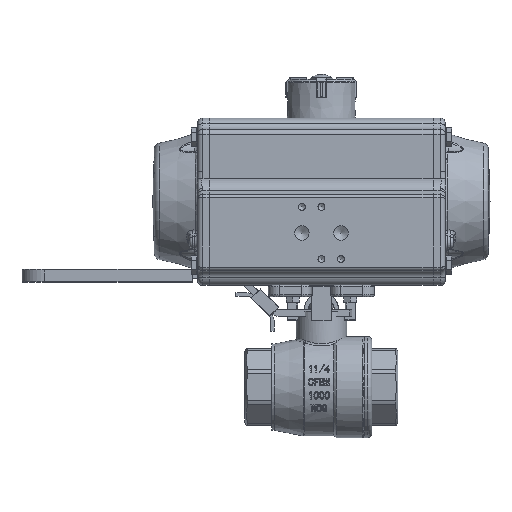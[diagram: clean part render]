
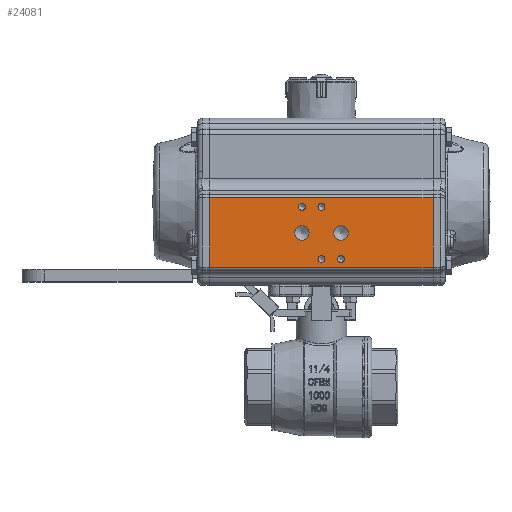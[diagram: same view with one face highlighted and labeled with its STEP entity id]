
A CAD part, top view. The second image highlights one B-rep face of the part: STEP entity #24081.
In plain terms, the highlighted face is planar.
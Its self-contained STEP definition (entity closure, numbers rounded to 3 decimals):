
#872=PLANE('',#26112);
#2431=LINE('',#39917,#3861);
#2434=LINE('',#39930,#3864);
#2470=LINE('',#40052,#3900);
#2471=LINE('',#40054,#3901);
#3861=VECTOR('',#29675,1000.);
#3864=VECTOR('',#29686,1000.);
#3900=VECTOR('',#29810,1000.);
#3901=VECTOR('',#29813,1000.);
#7438=ORIENTED_EDGE('',*,*,#13796,.T.);
#7439=ORIENTED_EDGE('',*,*,#13864,.F.);
#7440=ORIENTED_EDGE('',*,*,#13802,.F.);
#7441=ORIENTED_EDGE('',*,*,#13865,.T.);
#7442=ORIENTED_EDGE('',*,*,#13414,.F.);
#7443=ORIENTED_EDGE('',*,*,#13412,.F.);
#7444=ORIENTED_EDGE('',*,*,#13410,.F.);
#7445=ORIENTED_EDGE('',*,*,#13408,.F.);
#7446=ORIENTED_EDGE('',*,*,#13406,.F.);
#7447=ORIENTED_EDGE('',*,*,#13404,.F.);
#13404=EDGE_CURVE('',#16902,#16902,#19358,.T.);
#13406=EDGE_CURVE('',#16905,#16905,#19360,.T.);
#13408=EDGE_CURVE('',#16908,#16908,#19362,.T.);
#13410=EDGE_CURVE('',#16911,#16911,#19364,.T.);
#13412=EDGE_CURVE('',#16914,#16914,#19366,.T.);
#13414=EDGE_CURVE('',#16917,#16917,#19368,.T.);
#13796=EDGE_CURVE('',#17183,#17182,#2431,.T.);
#13802=EDGE_CURVE('',#17188,#17189,#2434,.T.);
#13864=EDGE_CURVE('',#17189,#17182,#2470,.T.);
#13865=EDGE_CURVE('',#17188,#17183,#2471,.T.);
#16902=VERTEX_POINT('',#37145);
#16905=VERTEX_POINT('',#37152);
#16908=VERTEX_POINT('',#37159);
#16911=VERTEX_POINT('',#37166);
#16914=VERTEX_POINT('',#37173);
#16917=VERTEX_POINT('',#37180);
#17182=VERTEX_POINT('',#39916);
#17183=VERTEX_POINT('',#39918);
#17188=VERTEX_POINT('',#39929);
#17189=VERTEX_POINT('',#39931);
#19358=CIRCLE('',#25698,2.1);
#19360=CIRCLE('',#25702,2.1);
#19362=CIRCLE('',#25706,2.1);
#19364=CIRCLE('',#25710,2.1);
#19366=CIRCLE('',#25714,4.4);
#19368=CIRCLE('',#25718,4.4);
#20831=EDGE_LOOP('',(#7438,#7439,#7440,#7441));
#20832=EDGE_LOOP('',(#7442));
#20833=EDGE_LOOP('',(#7443));
#20834=EDGE_LOOP('',(#7444));
#20835=EDGE_LOOP('',(#7445));
#20836=EDGE_LOOP('',(#7446));
#20837=EDGE_LOOP('',(#7447));
#22463=FACE_BOUND('',#20831,.T.);
#22464=FACE_BOUND('',#20832,.T.);
#22465=FACE_BOUND('',#20833,.T.);
#22466=FACE_BOUND('',#20834,.T.);
#22467=FACE_BOUND('',#20835,.T.);
#22468=FACE_BOUND('',#20836,.T.);
#22469=FACE_BOUND('',#20837,.T.);
#24081=ADVANCED_FACE('',(#22463,#22464,#22465,#22466,#22467,#22468,#22469),
#872,.F.);
#25698=AXIS2_PLACEMENT_3D('',#37144,#28823,#28824);
#25702=AXIS2_PLACEMENT_3D('',#37151,#28831,#28832);
#25706=AXIS2_PLACEMENT_3D('',#37158,#28839,#28840);
#25710=AXIS2_PLACEMENT_3D('',#37165,#28847,#28848);
#25714=AXIS2_PLACEMENT_3D('',#37172,#28855,#28856);
#25718=AXIS2_PLACEMENT_3D('',#37179,#28863,#28864);
#26112=AXIS2_PLACEMENT_3D('',#40053,#29811,#29812);
#28823=DIRECTION('',(-1.,0.,0.));
#28824=DIRECTION('',(0.,0.,1.));
#28831=DIRECTION('',(-1.,0.,0.));
#28832=DIRECTION('',(0.,0.,1.));
#28839=DIRECTION('',(-1.,0.,0.));
#28840=DIRECTION('',(0.,0.,1.));
#28847=DIRECTION('',(-1.,0.,0.));
#28848=DIRECTION('',(0.,0.,1.));
#28855=DIRECTION('',(-1.,0.,0.));
#28856=DIRECTION('',(0.,0.,1.));
#28863=DIRECTION('',(-1.,0.,0.));
#28864=DIRECTION('',(0.,0.,1.));
#29675=DIRECTION('',(0.,-1.,0.));
#29686=DIRECTION('',(0.,-1.,0.));
#29810=DIRECTION('',(0.,0.,-1.));
#29811=DIRECTION('',(1.,0.,0.));
#29812=DIRECTION('',(0.,0.,1.));
#29813=DIRECTION('',(0.,0.,-1.));
#37144=CARTESIAN_POINT('',(-53.5,-35.5,12.));
#37145=CARTESIAN_POINT('',(-53.5,-35.5,14.1));
#37151=CARTESIAN_POINT('',(-53.5,-35.5,0.));
#37152=CARTESIAN_POINT('',(-53.5,-35.5,2.1));
#37158=CARTESIAN_POINT('',(-53.5,-3.5,0.));
#37159=CARTESIAN_POINT('',(-53.5,-3.5,2.1));
#37165=CARTESIAN_POINT('',(-53.5,-3.5,-12.));
#37166=CARTESIAN_POINT('',(-53.5,-3.5,-9.9));
#37172=CARTESIAN_POINT('',(-53.5,-19.5,12.));
#37173=CARTESIAN_POINT('',(-53.5,-19.5,16.4));
#37179=CARTESIAN_POINT('',(-53.5,-19.5,-12.));
#37180=CARTESIAN_POINT('',(-53.5,-19.5,-7.6));
#39916=CARTESIAN_POINT('',(-53.5,-40.5,-68.5));
#39917=CARTESIAN_POINT('',(-53.5,2.212,-68.5));
#39918=CARTESIAN_POINT('',(-53.5,2.212,-68.5));
#39929=CARTESIAN_POINT('',(-53.5,2.212,68.5));
#39930=CARTESIAN_POINT('',(-53.5,2.212,68.5));
#39931=CARTESIAN_POINT('',(-53.5,-40.5,68.5));
#40052=CARTESIAN_POINT('',(-53.5,-40.5,68.5));
#40053=CARTESIAN_POINT('',(-53.5,2.212,68.5));
#40054=CARTESIAN_POINT('',(-53.5,2.212,68.5));
